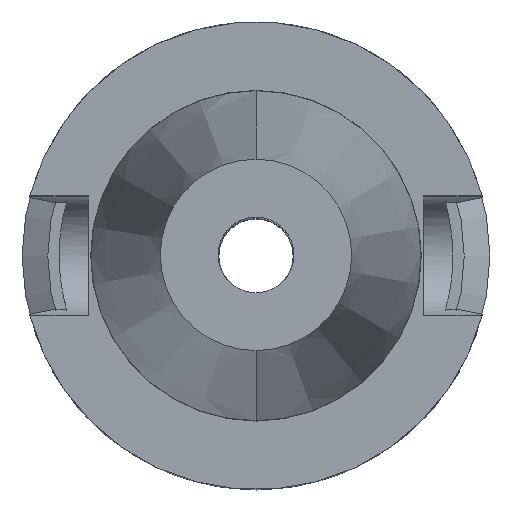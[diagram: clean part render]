
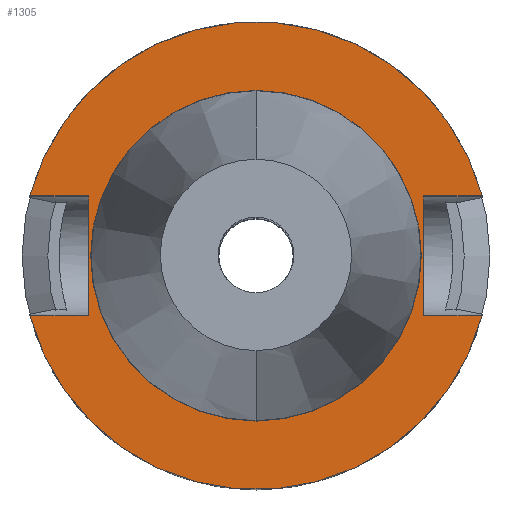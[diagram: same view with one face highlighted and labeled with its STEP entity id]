
A CAD part, top view. The second image highlights one B-rep face of the part: STEP entity #1305.
In plain terms, the highlighted planar face has unit normal (0, 0, 1).
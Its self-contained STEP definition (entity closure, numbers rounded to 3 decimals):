
#332=CARTESIAN_POINT('',(0.,0.,-1.));
#333=DIRECTION('',(0.,0.,1.));
#334=DIRECTION('',(0.967,0.256,0.));
#335=AXIS2_PLACEMENT_3D('',#332,#333,#334);
#347=CARTESIAN_POINT('',(0.,0.,-1.));
#348=DIRECTION('',(0.,0.,1.));
#349=DIRECTION('',(-0.967,-0.256,0.));
#350=AXIS2_PLACEMENT_3D('',#347,#348,#349);
#397=DIRECTION('',(0.,1.,0.));
#398=VECTOR('',#397,16.1);
#399=CARTESIAN_POINT('',(-22.6,-8.05,-1.));
#400=LINE('',#399,#398);
#404=DIRECTION('',(1.,0.,0.));
#405=VECTOR('',#404,7.854);
#406=CARTESIAN_POINT('',(-30.454,8.05,-1.));
#407=LINE('',#406,#405);
#411=DIRECTION('',(-1.,0.,0.));
#412=VECTOR('',#411,7.854);
#413=CARTESIAN_POINT('',(30.454,8.05,-1.));
#414=LINE('',#413,#412);
#418=DIRECTION('',(0.,1.,0.));
#419=VECTOR('',#418,16.1);
#420=CARTESIAN_POINT('',(22.6,-8.05,-1.));
#421=LINE('',#420,#419);
#425=DIRECTION('',(-1.,0.,0.));
#426=VECTOR('',#425,7.854);
#427=CARTESIAN_POINT('',(30.454,-8.05,-1.));
#428=LINE('',#427,#426);
#432=DIRECTION('',(1.,0.,0.));
#433=VECTOR('',#432,7.854);
#434=CARTESIAN_POINT('',(-30.454,-8.05,-1.));
#435=LINE('',#434,#433);
#453=CARTESIAN_POINT('',(0.,0.,-1.));
#454=DIRECTION('',(0.,0.,1.));
#455=DIRECTION('',(0.,1.,0.));
#456=AXIS2_PLACEMENT_3D('',#453,#454,#455);
#461=CARTESIAN_POINT('',(0.,0.,-1.));
#462=DIRECTION('',(0.,0.,-1.));
#463=DIRECTION('',(0.,1.,0.));
#464=AXIS2_PLACEMENT_3D('',#461,#462,#463);
#909=CARTESIAN_POINT('',(0.,22.148,-1.));
#911=VERTEX_POINT('',#909);
#919=CARTESIAN_POINT('',(0.,-22.148,-1.));
#921=VERTEX_POINT('',#919);
#957=CARTESIAN_POINT('',(30.454,8.05,-1.));
#959=VERTEX_POINT('',#957);
#961=CARTESIAN_POINT('',(30.454,-8.05,-1.));
#963=VERTEX_POINT('',#961);
#965=CARTESIAN_POINT('',(22.6,-8.05,-1.));
#966=CARTESIAN_POINT('',(22.6,8.05,-1.));
#967=VERTEX_POINT('',#965);
#968=VERTEX_POINT('',#966);
#977=CARTESIAN_POINT('',(-30.454,8.05,-1.));
#979=VERTEX_POINT('',#977);
#981=CARTESIAN_POINT('',(-30.454,-8.05,-1.));
#983=VERTEX_POINT('',#981);
#985=CARTESIAN_POINT('',(-22.6,-8.05,-1.));
#986=CARTESIAN_POINT('',(-22.6,8.05,-1.));
#987=VERTEX_POINT('',#985);
#988=VERTEX_POINT('',#986);
#1279=CARTESIAN_POINT('',(0.,0.,-1.));
#1280=DIRECTION('',(0.,0.,-1.));
#1281=DIRECTION('',(0.,-1.,0.));
#1282=AXIS2_PLACEMENT_3D('',#1279,#1280,#1281);
#1283=PLANE('',#1282);
#1285=ORIENTED_EDGE('',*,*,#1284,.T.);
#1286=ORIENTED_EDGE('',*,*,#1271,.F.);
#1287=ORIENTED_EDGE('',*,*,#1242,.F.);
#1289=ORIENTED_EDGE('',*,*,#1288,.T.);
#1291=ORIENTED_EDGE('',*,*,#1290,.F.);
#1293=ORIENTED_EDGE('',*,*,#1292,.F.);
#1294=ORIENTED_EDGE('',*,*,#1254,.F.);
#1296=ORIENTED_EDGE('',*,*,#1295,.T.);
#1297=EDGE_LOOP('',(#1285,#1286,#1287,#1289,#1291,#1293,#1294,#1296));
#1298=FACE_OUTER_BOUND('',#1297,.F.);
#1300=ORIENTED_EDGE('',*,*,#1299,.T.);
#1302=ORIENTED_EDGE('',*,*,#1301,.F.);
#1303=EDGE_LOOP('',(#1300,#1302));
#1304=FACE_BOUND('',#1303,.F.);
#336=CIRCLE('',#335,31.5);
#351=CIRCLE('',#350,31.5);
#457=CIRCLE('',#456,22.148);
#465=CIRCLE('',#464,22.148);
#1242=EDGE_CURVE('',#959,#979,#336,.T.);
#1254=EDGE_CURVE('',#983,#963,#351,.T.);
#1271=EDGE_CURVE('',#979,#988,#407,.T.);
#1284=EDGE_CURVE('',#987,#988,#400,.T.);
#1288=EDGE_CURVE('',#959,#968,#414,.T.);
#1290=EDGE_CURVE('',#967,#968,#421,.T.);
#1292=EDGE_CURVE('',#963,#967,#428,.T.);
#1295=EDGE_CURVE('',#983,#987,#435,.T.);
#1299=EDGE_CURVE('',#911,#921,#457,.T.);
#1301=EDGE_CURVE('',#911,#921,#465,.T.);
#1305=ADVANCED_FACE('',(#1298,#1304),#1283,.F.);
